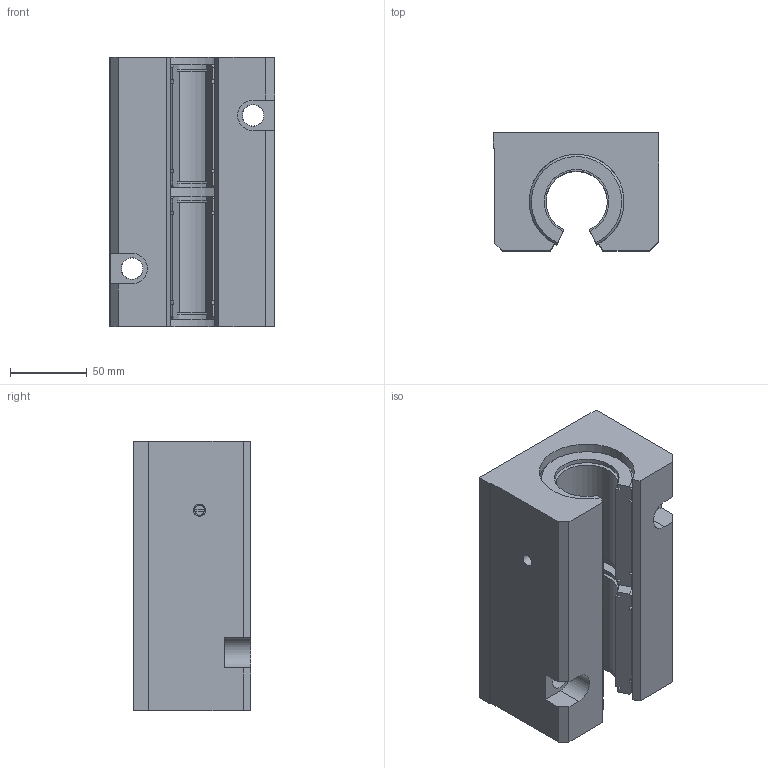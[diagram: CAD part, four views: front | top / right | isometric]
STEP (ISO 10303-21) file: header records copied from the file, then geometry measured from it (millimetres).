
FILE_DESCRIPTION(/* description */ ('Tandem Gehäuseeinheit mit Segmentausschnitt'),/* implementation_level */ '2;1');
FILE_NAME(/* name */ '121651-0.step',/* time_stamp */ '2021-08-11T10:44:51+02:00',/* author */ ('MuellerJ'),/* organization */ (''),/* preprocessor_version */ 'ST-DEVELOPER v18.1',/* originating_system */ 'Autodesk Inventor 2021',/* authorisation */ '');
FILE_SCHEMA (('AUTOMOTIVE_DESIGN { 1 0 10303 214 3 1 1 }'));
Length unit declared in the file: millimetre
Products named in the file (3): leer; leer_1; leer_2
Assembly tree (3 placements, depth 2):
  leer
    leer_1
    leer_2  x2
Bounding box: 108.25 x 77 x 176 mm (x, y, z)
Volume: 1104083 mm3; surface area: 163844.7 mm2
Topology: 3 solids, 5 shells, 119 faces, 290 edges, 194 vertices
Faces by surface type: plane 70, cylinder 44, cone 4, torus 1
Full cylindrical faces by diameter (mm): 1.5 x2, 2.9 x2, 4.134 x2, 4.3 x1, 6.5 x2, 6.917 x1, 8 x3, 13.835 x2, 14.25 x2
Entity records: 2996 total; most frequent: CARTESIAN_POINT 591, DIRECTION 495, ORIENTED_EDGE 448, EDGE_CURVE 224, AXIS2_PLACEMENT_3D 177, VERTEX_POINT 150, LINE 141, VECTOR 141
